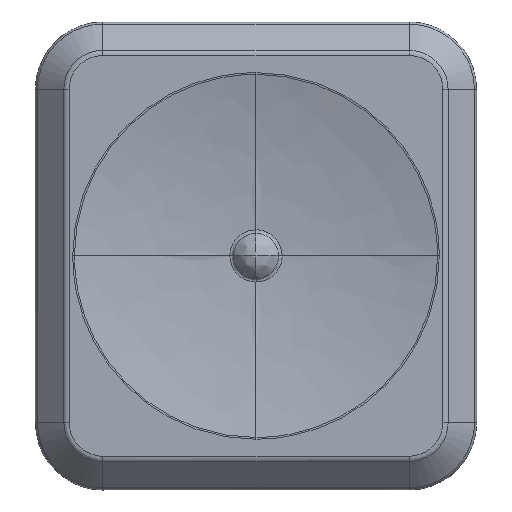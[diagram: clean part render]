
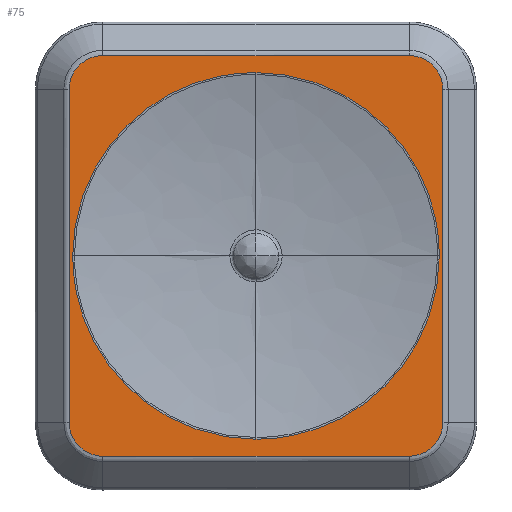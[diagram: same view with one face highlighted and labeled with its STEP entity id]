
A CAD part, top view. The second image highlights one B-rep face of the part: STEP entity #75.
In plain terms, the highlighted planar face has unit normal (0, 0, 1).
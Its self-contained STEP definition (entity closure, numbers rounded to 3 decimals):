
#18=FACE_BOUND('',#277,.T.);
#75=ADVANCED_FACE('',(#174,#18),#1405,.T.);
#174=FACE_OUTER_BOUND('',#276,.T.);
#276=EDGE_LOOP('',(#568,#569,#570,#571,#572,#573,#574,#575));
#277=EDGE_LOOP('',(#576,#577,#578,#579));
#568=ORIENTED_EDGE('',*,*,#903,.T.);
#569=ORIENTED_EDGE('',*,*,#908,.T.);
#570=ORIENTED_EDGE('',*,*,#904,.T.);
#571=ORIENTED_EDGE('',*,*,#905,.T.);
#572=ORIENTED_EDGE('',*,*,#901,.T.);
#573=ORIENTED_EDGE('',*,*,#906,.T.);
#574=ORIENTED_EDGE('',*,*,#902,.T.);
#575=ORIENTED_EDGE('',*,*,#907,.T.);
#576=ORIENTED_EDGE('',*,*,#940,.T.);
#577=ORIENTED_EDGE('',*,*,#933,.T.);
#578=ORIENTED_EDGE('',*,*,#937,.T.);
#579=ORIENTED_EDGE('',*,*,#938,.T.);
#901=EDGE_CURVE('',#1293,#1294,#1045,.T.);
#902=EDGE_CURVE('',#1291,#1292,#1160,.T.);
#903=EDGE_CURVE('',#1289,#1290,#1046,.T.);
#904=EDGE_CURVE('',#1297,#1298,#1161,.T.);
#905=EDGE_CURVE('',#1298,#1293,#1047,.T.);
#906=EDGE_CURVE('',#1294,#1291,#1048,.T.);
#907=EDGE_CURVE('',#1292,#1289,#1049,.T.);
#908=EDGE_CURVE('',#1290,#1297,#1050,.T.);
#933=EDGE_CURVE('',#1299,#1300,#1059,.T.);
#937=EDGE_CURVE('',#1300,#1295,#1063,.T.);
#938=EDGE_CURVE('',#1295,#1296,#1064,.T.);
#940=EDGE_CURVE('',#1296,#1299,#1066,.T.);
#1045=(
BOUNDED_CURVE()
B_SPLINE_CURVE(1,(#2582,#2583),.UNSPECIFIED.,.F.,.F.)
B_SPLINE_CURVE_WITH_KNOTS((2,2),(0.,12.5),
 .UNSPECIFIED.)
CURVE()
GEOMETRIC_REPRESENTATION_ITEM()
RATIONAL_B_SPLINE_CURVE((1.,1.))
REPRESENTATION_ITEM('')
);
#1046=(
BOUNDED_CURVE()
B_SPLINE_CURVE(1,(#2586,#2587),.UNSPECIFIED.,.F.,.F.)
B_SPLINE_CURVE_WITH_KNOTS((2,2),(0.,12.5),
 .UNSPECIFIED.)
CURVE()
GEOMETRIC_REPRESENTATION_ITEM()
RATIONAL_B_SPLINE_CURVE((1.,1.))
REPRESENTATION_ITEM('')
);
#1047=(
BOUNDED_CURVE()
B_SPLINE_CURVE(2,(#2590,#2591,#2592),.UNSPECIFIED.,.F.,.F.)
B_SPLINE_CURVE_WITH_KNOTS((3,3),(0.,2.161),
 .UNSPECIFIED.)
CURVE()
GEOMETRIC_REPRESENTATION_ITEM()
RATIONAL_B_SPLINE_CURVE((1.,0.707,1.))
REPRESENTATION_ITEM('')
);
#1048=(
BOUNDED_CURVE()
B_SPLINE_CURVE(2,(#2593,#2594,#2595),.UNSPECIFIED.,.F.,.F.)
B_SPLINE_CURVE_WITH_KNOTS((3,3),(0.,2.161),
 .UNSPECIFIED.)
CURVE()
GEOMETRIC_REPRESENTATION_ITEM()
RATIONAL_B_SPLINE_CURVE((1.,0.707,1.))
REPRESENTATION_ITEM('')
);
#1049=(
BOUNDED_CURVE()
B_SPLINE_CURVE(2,(#2596,#2597,#2598),.UNSPECIFIED.,.F.,.F.)
B_SPLINE_CURVE_WITH_KNOTS((3,3),(0.,2.161),
 .UNSPECIFIED.)
CURVE()
GEOMETRIC_REPRESENTATION_ITEM()
RATIONAL_B_SPLINE_CURVE((1.,0.707,1.))
REPRESENTATION_ITEM('')
);
#1050=(
BOUNDED_CURVE()
B_SPLINE_CURVE(2,(#2599,#2600,#2601),.UNSPECIFIED.,.F.,.F.)
B_SPLINE_CURVE_WITH_KNOTS((3,3),(0.,2.161),
 .UNSPECIFIED.)
CURVE()
GEOMETRIC_REPRESENTATION_ITEM()
RATIONAL_B_SPLINE_CURVE((1.,0.707,1.))
REPRESENTATION_ITEM('')
);
#1059=(
BOUNDED_CURVE()
B_SPLINE_CURVE(2,(#2658,#2659,#2660),.UNSPECIFIED.,.F.,.F.)
B_SPLINE_CURVE_WITH_KNOTS((3,3),(0.,11.747),.UNSPECIFIED.)
CURVE()
GEOMETRIC_REPRESENTATION_ITEM()
RATIONAL_B_SPLINE_CURVE((1.,0.707,1.))
REPRESENTATION_ITEM('')
);
#1063=(
BOUNDED_CURVE()
B_SPLINE_CURVE(2,(#2670,#2671,#2672),.UNSPECIFIED.,.F.,.F.)
B_SPLINE_CURVE_WITH_KNOTS((3,3),(0.,11.747),.UNSPECIFIED.)
CURVE()
GEOMETRIC_REPRESENTATION_ITEM()
RATIONAL_B_SPLINE_CURVE((1.,0.707,1.))
REPRESENTATION_ITEM('')
);
#1064=(
BOUNDED_CURVE()
B_SPLINE_CURVE(2,(#2673,#2674,#2675),.UNSPECIFIED.,.F.,.F.)
B_SPLINE_CURVE_WITH_KNOTS((3,3),(0.,11.747),.UNSPECIFIED.)
CURVE()
GEOMETRIC_REPRESENTATION_ITEM()
RATIONAL_B_SPLINE_CURVE((1.,0.707,1.))
REPRESENTATION_ITEM('')
);
#1066=(
BOUNDED_CURVE()
B_SPLINE_CURVE(2,(#2679,#2680,#2681),.UNSPECIFIED.,.F.,.F.)
B_SPLINE_CURVE_WITH_KNOTS((3,3),(0.,11.747),.UNSPECIFIED.)
CURVE()
GEOMETRIC_REPRESENTATION_ITEM()
RATIONAL_B_SPLINE_CURVE((1.,0.707,1.))
REPRESENTATION_ITEM('')
);
#1160=B_SPLINE_CURVE_WITH_KNOTS('',1,(#2584,#2585),.UNSPECIFIED.,.F.,.F.,
(2,2),(0.,12.5),.UNSPECIFIED.);
#1161=B_SPLINE_CURVE_WITH_KNOTS('',1,(#2588,#2589),.UNSPECIFIED.,.F.,.F.,
(2,2),(0.,12.5),.UNSPECIFIED.);
#1289=VERTEX_POINT('',#2094);
#1290=VERTEX_POINT('',#2095);
#1291=VERTEX_POINT('',#2096);
#1292=VERTEX_POINT('',#2097);
#1293=VERTEX_POINT('',#2098);
#1294=VERTEX_POINT('',#2099);
#1295=VERTEX_POINT('',#2100);
#1296=VERTEX_POINT('',#2101);
#1297=VERTEX_POINT('',#2102);
#1298=VERTEX_POINT('',#2103);
#1299=VERTEX_POINT('',#2104);
#1300=VERTEX_POINT('',#2105);
#1405=PLANE('',#1462);
#1462=AXIS2_PLACEMENT_3D('',#1806,#1514,$);
#1514=DIRECTION('',(0.,0.,1.));
#1806=CARTESIAN_POINT('',(-26.62,3.856,9.449));
#2094=CARTESIAN_POINT('',(-13.9,18.837,9.449));
#2095=CARTESIAN_POINT('',(-25.359,18.837,9.449));
#2096=CARTESIAN_POINT('',(-12.639,5.117,9.449));
#2097=CARTESIAN_POINT('',(-12.639,17.576,9.449));
#2098=CARTESIAN_POINT('',(-25.359,3.856,9.449));
#2099=CARTESIAN_POINT('',(-13.9,3.856,9.449));
#2100=CARTESIAN_POINT('',(-26.485,11.346,9.449));
#2101=CARTESIAN_POINT('',(-19.63,18.202,9.449));
#2102=CARTESIAN_POINT('',(-26.62,17.576,9.449));
#2103=CARTESIAN_POINT('',(-26.62,5.117,9.449));
#2104=CARTESIAN_POINT('',(-12.774,11.346,9.449));
#2105=CARTESIAN_POINT('',(-19.63,4.491,9.449));
#2582=CARTESIAN_POINT('',(-25.359,3.856,9.449));
#2583=CARTESIAN_POINT('',(-13.9,3.856,9.449));
#2584=CARTESIAN_POINT('',(-12.639,5.117,9.449));
#2585=CARTESIAN_POINT('',(-12.639,17.576,9.449));
#2586=CARTESIAN_POINT('',(-13.9,18.837,9.449));
#2587=CARTESIAN_POINT('',(-25.359,18.837,9.449));
#2588=CARTESIAN_POINT('',(-26.62,17.576,9.449));
#2589=CARTESIAN_POINT('',(-26.62,5.117,9.449));
#2590=CARTESIAN_POINT('',(-26.62,5.117,9.449));
#2591=CARTESIAN_POINT('',(-26.62,3.856,9.449));
#2592=CARTESIAN_POINT('',(-25.359,3.856,9.449));
#2593=CARTESIAN_POINT('',(-13.9,3.856,9.449));
#2594=CARTESIAN_POINT('',(-12.639,3.856,9.449));
#2595=CARTESIAN_POINT('',(-12.639,5.117,9.449));
#2596=CARTESIAN_POINT('',(-12.639,17.576,9.449));
#2597=CARTESIAN_POINT('',(-12.639,18.837,9.449));
#2598=CARTESIAN_POINT('',(-13.9,18.837,9.449));
#2599=CARTESIAN_POINT('',(-25.359,18.837,9.449));
#2600=CARTESIAN_POINT('',(-26.62,18.837,9.449));
#2601=CARTESIAN_POINT('',(-26.62,17.576,9.449));
#2658=CARTESIAN_POINT('',(-12.774,11.346,9.449));
#2659=CARTESIAN_POINT('',(-12.774,4.491,9.449));
#2660=CARTESIAN_POINT('',(-19.63,4.491,9.449));
#2670=CARTESIAN_POINT('',(-19.63,4.491,9.449));
#2671=CARTESIAN_POINT('',(-26.485,4.491,9.449));
#2672=CARTESIAN_POINT('',(-26.485,11.346,9.449));
#2673=CARTESIAN_POINT('',(-26.485,11.346,9.449));
#2674=CARTESIAN_POINT('',(-26.485,18.202,9.449));
#2675=CARTESIAN_POINT('',(-19.63,18.202,9.449));
#2679=CARTESIAN_POINT('',(-19.63,18.202,9.449));
#2680=CARTESIAN_POINT('',(-12.774,18.202,9.449));
#2681=CARTESIAN_POINT('',(-12.774,11.346,9.449));
